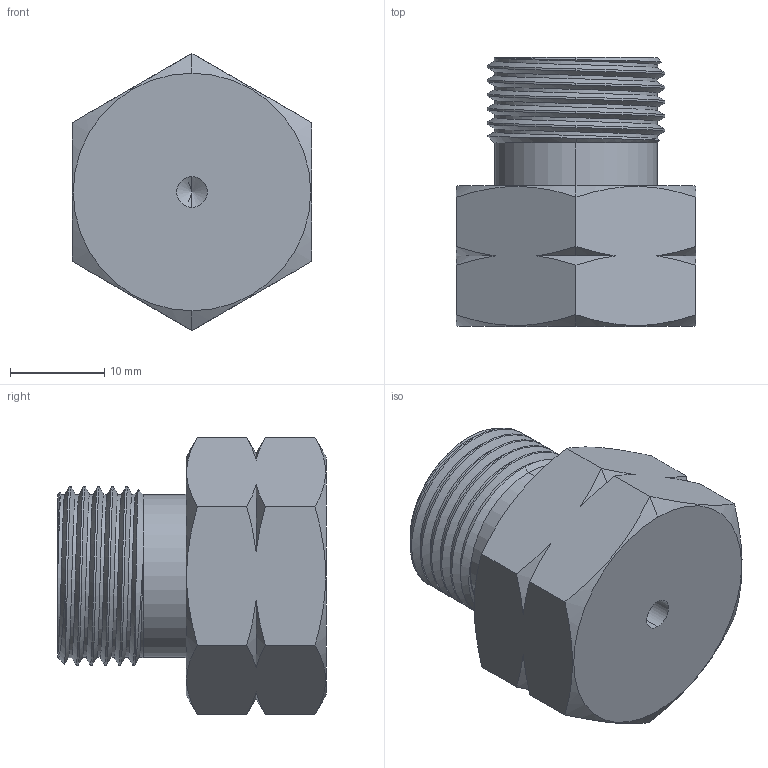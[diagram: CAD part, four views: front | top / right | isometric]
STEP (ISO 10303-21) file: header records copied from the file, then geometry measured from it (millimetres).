
FILE_DESCRIPTION (( 'STEP AP203' ), '1' );
FILE_NAME ('AD-DIN14SS-BL.STEP', '2025-08-19T12:19:49', ( '' ), ( '' ), 'SwSTEP 2.0', 'SolidWorks 2018', '' );
FILE_SCHEMA (( 'CONFIG_CONTROL_DESIGN' ));
Length unit declared in the file: inch
Products named in the file (1): AD-DIN14SS-BL
Bounding box: 25.4 x 28.45 x 29.33 mm (x, y, z)
Volume: 10887.4 mm3; surface area: 3784.6 mm2
Topology: 1 solids, 1 shells, 145 faces, 387 edges, 252 vertices
Faces by surface type: plane 61, bspline 40, cone 27, cylinder 17
Entity records: 7815 total; most frequent: CARTESIAN_POINT 4551, ORIENTED_EDGE 766, DIRECTION 477, EDGE_CURVE 383, VERTEX_POINT 252, VECTOR 209, LINE 209, EDGE_LOOP 157
